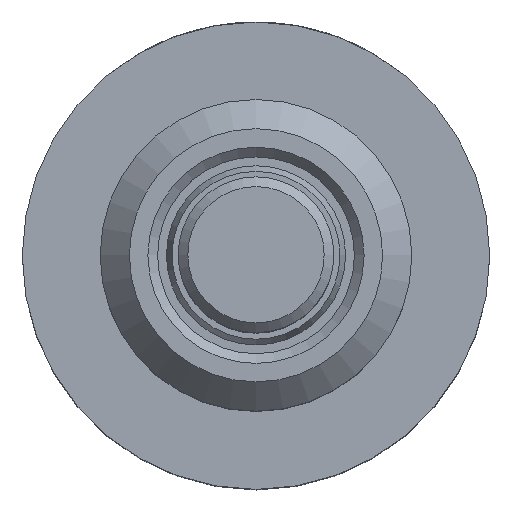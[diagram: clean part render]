
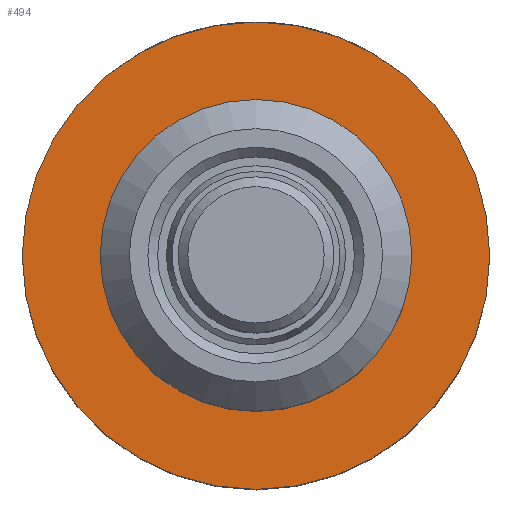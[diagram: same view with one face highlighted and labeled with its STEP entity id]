
A CAD part, top view. The second image highlights one B-rep face of the part: STEP entity #494.
In plain terms, the highlighted planar face has unit normal (0, 0, 1).
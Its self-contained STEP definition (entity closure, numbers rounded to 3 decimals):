
#467=CARTESIAN_POINT('',(22.494,11.848,100.456));
#468=DIRECTION('',(0.0,0.0,-1.0));
#469=DIRECTION('',(0.0,-1.0,0.0));
#470=AXIS2_PLACEMENT_3D('',#467,#468,#469);
#471=PLANE('',#470);
#472=CARTESIAN_POINT('',(22.494,23.848,100.456));
#473=VERTEX_POINT('',#472);
#474=CARTESIAN_POINT('',(22.494,11.848,100.456));
#475=DIRECTION('',(0.0,0.0,-1.0));
#476=DIRECTION('',(0.0,-1.0,0.0));
#477=AXIS2_PLACEMENT_3D('',#474,#475,#476);
#478=CIRCLE('',#477,12.);
#479=EDGE_CURVE('',#473,#473,#478,.T.);
#480=ORIENTED_EDGE('',*,*,#479,.F.);
#481=EDGE_LOOP('',(#480));
#482=FACE_OUTER_BOUND('',#481,.T.);
#483=CARTESIAN_POINT('',(22.494,19.848,100.456));
#484=VERTEX_POINT('',#483);
#485=CARTESIAN_POINT('',(22.494,11.848,100.456));
#486=DIRECTION('',(0.0,0.0,-1.0));
#487=DIRECTION('',(0.0,-1.0,0.0));
#488=AXIS2_PLACEMENT_3D('',#485,#486,#487);
#489=CIRCLE('',#488,8.0);
#490=EDGE_CURVE('',#484,#484,#489,.T.);
#491=ORIENTED_EDGE('',*,*,#490,.T.);
#492=EDGE_LOOP('',(#491));
#493=FACE_BOUND('',#492,.T.);
#494=ADVANCED_FACE('',(#482,#493),#471,.F.);
